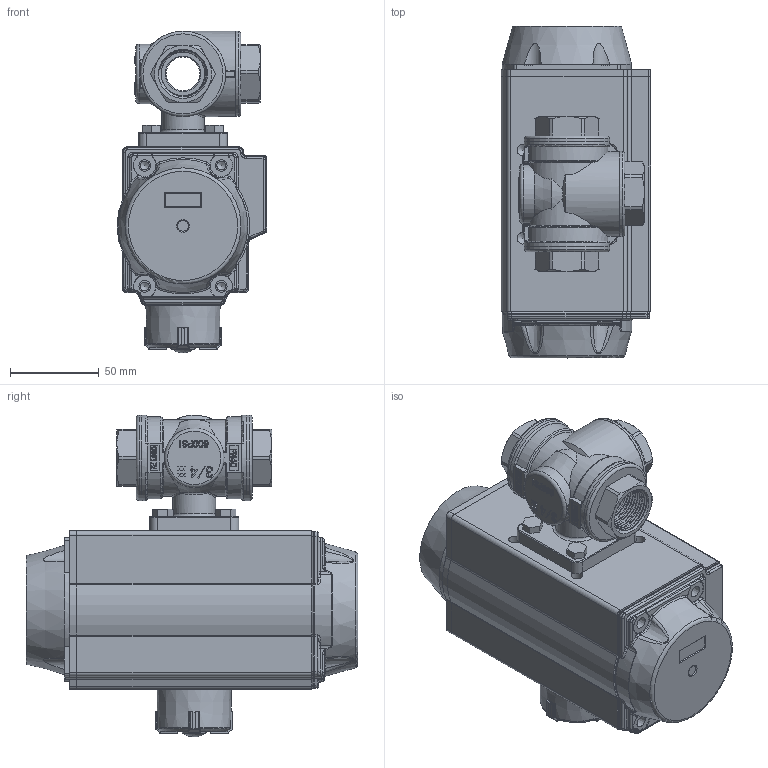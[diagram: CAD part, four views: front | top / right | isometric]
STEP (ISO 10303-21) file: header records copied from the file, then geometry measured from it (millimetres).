
FILE_DESCRIPTION(/* description */ ('Unknown'),/* implementation_level */ '2;1');
FILE_NAME(/* name */ 'PE02 0837_0838-05',/* time_stamp */ '2025-03-25T10:14:27+01:00',/* author */ ('Unknown'),/* organization */ ('Unknown'),/* preprocessor_version */ 'ST-DEVELOPER v19.4',/* originating_system */ 'Solid Edge',/* authorisation */ 'Unknown');
FILE_SCHEMA (('AUTOMOTIVE_DESIGN {1 0 10303 214 3 1 1}'));
Products named in the file (16): PE02 0837_0838-05; 2.330_335.020; 002; 001; 005; DIN558_M_6x16.1.3; PD03_PE02; vt65-2016-06-25; Optische Anzeige; ______; ________(___________; cup head nib bolts with large head gb_GB_FASTENER_BOLT_CHNBW M6X25-N; ____65______ ______; VT65_____________MIR; zhou65; VTE65____
Assembly tree (23 placements, depth 4):
  PE02 0837_0838-05
    2.330_335.020
      002  x3
      001
      005
    DIN558_M_6x16.1.3  x3
    PD03_PE02
      vt65-2016-06-25
      Optische Anzeige
        ______
        ________(___________  x4
        cup head nib bolts with large head gb_GB_FASTENER_BOLT_CHNBW M6X25-N
      ____65______ ______  x2
      VT65_____________MIR
      zhou65
      VTE65____
Bounding box: 83.89 x 186.5 x 180.81 mm (x, y, z)
Volume: 790947.1 mm3; surface area: 263550.5 mm2
Topology: 20 solids, 20 shells, 2716 faces, 6893 edges, 4327 vertices
Faces by surface type: plane 920, cylinder 797, bspline 502, torus 292, cone 169, sphere 36
Full cylindrical faces by diameter (mm): 3 x16, 3.3 x8, 4.134 x8, 4.2 x1, 4.66 x1, 4.917 x15, 5 x1, 6 x4, 6.2 x1, 6.5 x4, 6.647 x4, 7 x3, 9.8 x2, 10 x8, 11 x1, 11.4 x1, 11.445 x2, 12 x1, 12.5 x2, 12.9 x1, 13 x6, 14 x5, 15 x2, 16 x1, 16.2 x18, 17 x2, 18 x1, 19 x3, 20 x2, 22.5 x1
Entity records: 83745 total; most frequent: CARTESIAN_POINT 38517, ORIENTED_EDGE 9724, DIRECTION 8180, EDGE_CURVE 4862, VERTEX_POINT 3266, AXIS2_PLACEMENT_3D 3070, FACE_BOUND 2526, EDGE_LOOP 2505
